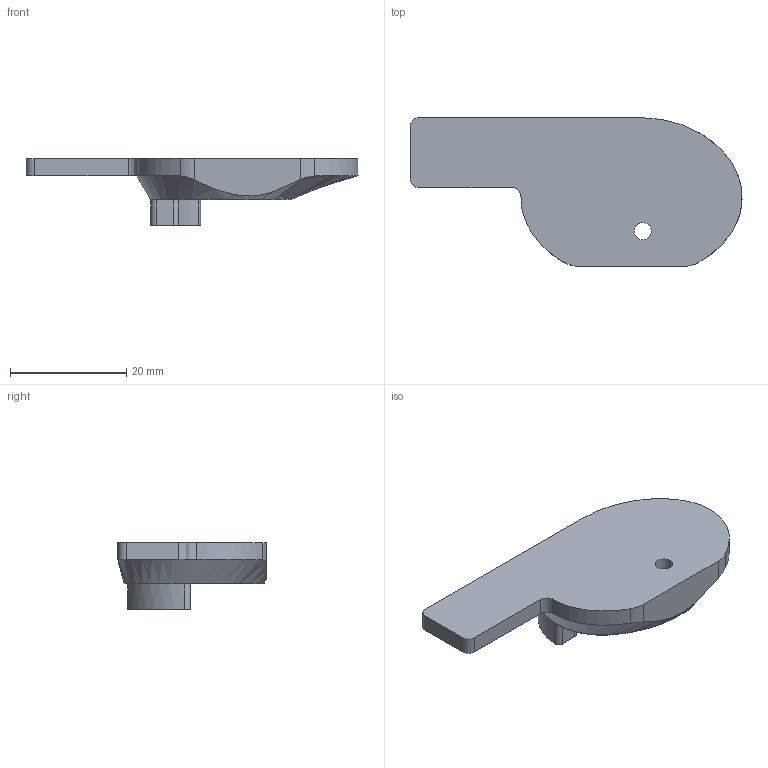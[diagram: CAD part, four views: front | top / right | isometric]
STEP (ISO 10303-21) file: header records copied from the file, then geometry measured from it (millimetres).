
FILE_DESCRIPTION(('FreeCAD Model'),'2;1');
FILE_NAME('QuickFit.step','2015-07-29T19:30:54',('Author'),(''), 'Open CASCADE STEP processor 6.8','FreeCAD','Unknown');
FILE_SCHEMA(('AUTOMOTIVE_DESIGN_CC2 { 1 2 10303 214 -1 1 5 4 }'));
Length unit declared in the file: millimetre
Products named in the file (1): QuickFit
Bounding box: 57.05 x 25.5 x 11.5 mm (x, y, z)
Volume: 5400.8 mm3; surface area: 3251.3 mm2
Topology: 1 solids, 1 shells, 50 faces, 129 edges, 84 vertices
Faces by surface type: cylinder 20, bspline 15, plane 13, extrusion 2
Full cylindrical faces by diameter (mm): 3 x1, 8 x1, 10 x1
Entity records: 9761 total; most frequent: CARTESIAN_POINT 7389, DIRECTION 382, ORIENTED_EDGE 258, PCURVE 258, DEFINITIONAL_REPRESENTATION 258, VECTOR 185, LINE 183, EDGE_CURVE 129
